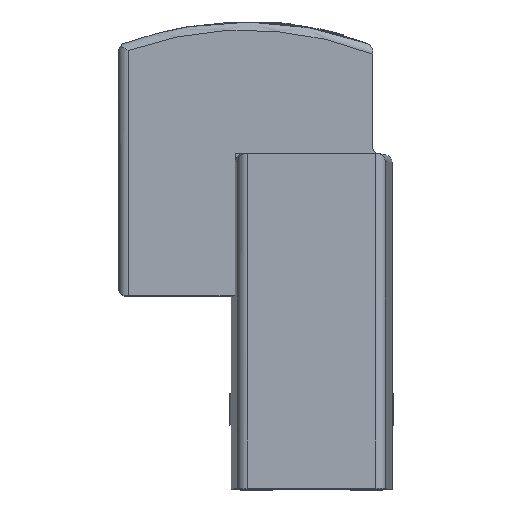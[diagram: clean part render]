
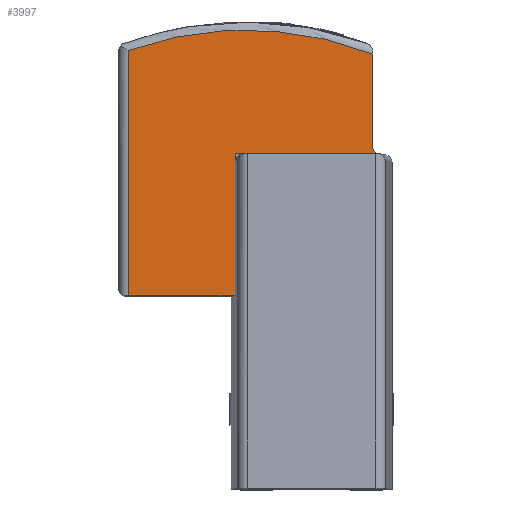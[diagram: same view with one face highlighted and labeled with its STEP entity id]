
A CAD part, top view. The second image highlights one B-rep face of the part: STEP entity #3997.
In plain terms, the highlighted planar face has unit normal (0, 0, 1).
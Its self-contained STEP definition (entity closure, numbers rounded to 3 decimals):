
#220=LINE('',#5692,#485);
#221=LINE('',#5694,#486);
#222=LINE('',#5696,#487);
#223=LINE('',#5698,#488);
#224=LINE('',#5702,#489);
#485=VECTOR('',#4688,1000.);
#486=VECTOR('',#4689,1000.);
#487=VECTOR('',#4690,1000.);
#488=VECTOR('',#4691,1000.);
#489=VECTOR('',#4694,1000.);
#841=ORIENTED_EDGE('',*,*,#1667,.F.);
#842=ORIENTED_EDGE('',*,*,#1668,.F.);
#843=ORIENTED_EDGE('',*,*,#1669,.T.);
#844=ORIENTED_EDGE('',*,*,#1670,.F.);
#845=ORIENTED_EDGE('',*,*,#1671,.T.);
#846=ORIENTED_EDGE('',*,*,#1672,.F.);
#847=ORIENTED_EDGE('',*,*,#1673,.T.);
#1667=EDGE_CURVE('',#2071,#2072,#2269,.T.);
#1668=EDGE_CURVE('',#2073,#2071,#220,.F.);
#1669=EDGE_CURVE('',#2073,#2074,#221,.T.);
#1670=EDGE_CURVE('',#2075,#2074,#222,.T.);
#1671=EDGE_CURVE('',#2075,#2076,#223,.T.);
#1672=EDGE_CURVE('',#2077,#2076,#2270,.T.);
#1673=EDGE_CURVE('',#2077,#2072,#224,.T.);
#2071=VERTEX_POINT('',#5690);
#2072=VERTEX_POINT('',#5691);
#2073=VERTEX_POINT('',#5693);
#2074=VERTEX_POINT('',#5695);
#2075=VERTEX_POINT('',#5697);
#2076=VERTEX_POINT('',#5699);
#2077=VERTEX_POINT('',#5701);
#2269=CIRCLE('',#4219,10.75);
#2270=CIRCLE('',#4220,0.2);
#2377=EDGE_LOOP('',(#841,#842,#843,#844,#845,#846,#847));
#2563=FACE_BOUND('',#2377,.T.);
#2734=PLANE('',#4218);
#3997=ADVANCED_FACE('',(#2563),#2734,.T.);
#4218=AXIS2_PLACEMENT_3D('',#5688,#4684,#4685);
#4219=AXIS2_PLACEMENT_3D('',#5689,#4686,#4687);
#4220=AXIS2_PLACEMENT_3D('',#5700,#4692,#4693);
#4684=DIRECTION('',(0.,0.,1.));
#4685=DIRECTION('',(1.,0.,0.));
#4686=DIRECTION('',(0.,0.,-1.));
#4687=DIRECTION('',(-1.,0.,0.));
#4688=DIRECTION('',(0.,-1.,0.));
#4689=DIRECTION('',(1.,0.,0.));
#4690=DIRECTION('',(0.,-1.,0.));
#4691=DIRECTION('',(1.,0.,0.));
#4692=DIRECTION('',(0.,0.,1.));
#4693=DIRECTION('',(1.,0.,0.));
#4694=DIRECTION('',(0.,1.,0.));
#5688=CARTESIAN_POINT('',(-3.25,6.25,23.925));
#5689=CARTESIAN_POINT('',(0.45,3.504,23.925));
#5690=CARTESIAN_POINT('',(-3.2,13.615,23.925));
#5691=CARTESIAN_POINT('',(4.4,13.502,23.925));
#5692=CARTESIAN_POINT('',(-3.2,15.1,23.925));
#5693=CARTESIAN_POINT('',(-3.2,6.,23.925));
#5694=CARTESIAN_POINT('',(-3.25,6.,23.925));
#5695=CARTESIAN_POINT('',(0.124,6.,23.925));
#5696=CARTESIAN_POINT('',(0.124,10.4,23.925));
#5697=CARTESIAN_POINT('',(0.124,10.4,23.925));
#5698=CARTESIAN_POINT('',(0.3,10.4,23.925));
#5699=CARTESIAN_POINT('',(4.6,10.4,23.925));
#5700=CARTESIAN_POINT('',(4.6,10.6,23.925));
#5701=CARTESIAN_POINT('',(4.4,10.6,23.925));
#5702=CARTESIAN_POINT('',(4.4,10.6,23.925));
